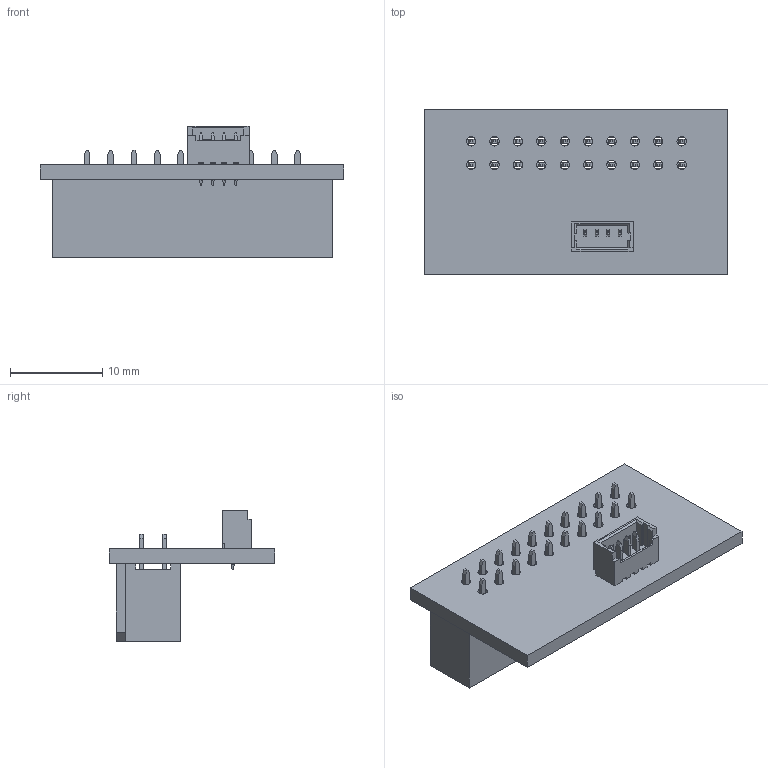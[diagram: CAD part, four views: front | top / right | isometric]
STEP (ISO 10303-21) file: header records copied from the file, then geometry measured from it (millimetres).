
FILE_DESCRIPTION(('Open CASCADE Model'),'2;1');
FILE_NAME('Open CASCADE Shape Model','2024-12-09T16:15:19',('Author'),( 'Open CASCADE'),'Open CASCADE STEP processor 7.5','Open CASCADE 7.5' ,'Unknown');
FILE_SCHEMA(('AUTOMOTIVE_DESIGN { 1 0 10303 214 1 1 1 1 }'));
Length unit declared in the file: millimetre
Products named in the file (11): PCB; Board; Open CASCADE STEP translator 7.5 8.1.1; J1; 7173586960; SFH11-xC-Dx-ST-BK body_10; pin^SFH11-xC-Dx-ST-BK Ass; J2; 0530470410; Open CASCADE STEP translator 7.5 8.3.1.1; Open CASCADE STEP translator 7.5 8.3.1.2
Assembly tree (29 placements, depth 4):
  PCB
    Board
      Open CASCADE STEP translator 7.5 8.1.1
    J1
      7173586960
        SFH11-xC-Dx-ST-BK body_10
        pin^SFH11-xC-Dx-ST-BK Ass  x20
    J2
      0530470410
        Open CASCADE STEP translator 7.5 8.3.1.1
        Open CASCADE STEP translator 7.5 8.3.1.2
Bounding box: 33 x 18 x 14.31 mm (x, y, z)
Volume: 2173 mm3; surface area: 4247.7 mm2
Topology: 23 solids, 23 shells, 822 faces, 2294 edges, 1534 vertices
Faces by surface type: plane 674, cylinder 148
Full cylindrical faces by diameter (mm): 0.5 x4, 1.02 x20
Entity records: 12880 total; most frequent: CARTESIAN_POINT 2276, ORIENTED_EDGE 2178, DIRECTION 1995, EDGE_CURVE 1089, LINE 1021, VECTOR 1021, VERTEX_POINT 720, AXIS2_PLACEMENT_3D 487
